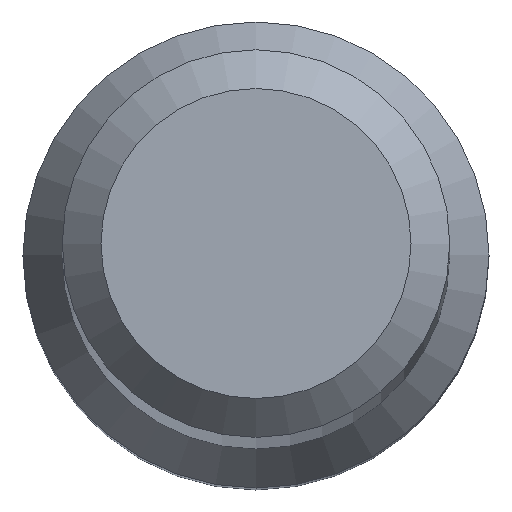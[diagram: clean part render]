
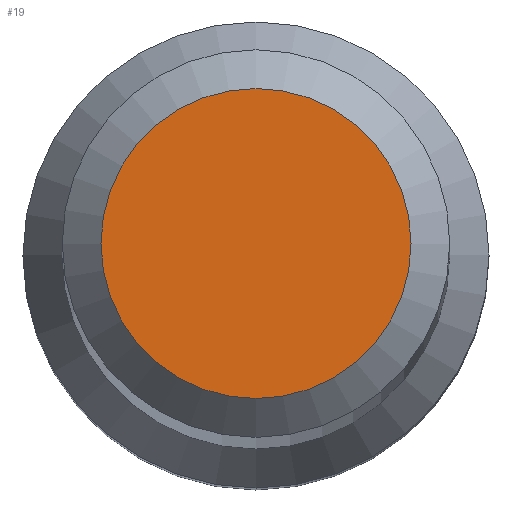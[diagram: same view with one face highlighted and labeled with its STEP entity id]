
A CAD part, top view. The second image highlights one B-rep face of the part: STEP entity #19.
In plain terms, the highlighted planar face has unit normal (0, 0, 1).
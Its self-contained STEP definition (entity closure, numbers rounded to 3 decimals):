
#5 = CARTESIAN_POINT ( 'NONE',  ( 0., 0., 80. ) ) ;
#16 = CARTESIAN_POINT ( 'NONE',  ( 0., 1.6, 80. ) ) ;
#19 = ADVANCED_FACE ( 'NONE', ( #95 ), #24, .F. ) ;
#24 = PLANE ( 'NONE',  #223 ) ;
#29 = CIRCLE ( 'NONE', #39, 1.6 ) ;
#39 = AXIS2_PLACEMENT_3D ( 'NONE', #5, #98, #237 ) ;
#41 = EDGE_LOOP ( 'NONE', ( #114 ) ) ;
#95 = FACE_OUTER_BOUND ( 'NONE', #41, .T. ) ;
#98 = DIRECTION ( 'NONE',  ( 0., 0., -1. ) ) ;
#107 = VERTEX_POINT ( 'NONE', #16 ) ;
#114 = ORIENTED_EDGE ( 'NONE', *, *, #175, .F. ) ;
#156 = DIRECTION ( 'NONE',  ( 0., 0., -1. ) ) ;
#175 = EDGE_CURVE ( 'NONE', #107, #107, #29, .T. ) ;
#220 = CARTESIAN_POINT ( 'NONE',  ( 0., 0., 80. ) ) ;
#223 = AXIS2_PLACEMENT_3D ( 'NONE', #220, #156, #238 ) ;
#237 = DIRECTION ( 'NONE',  ( 0., 1., 0. ) ) ;
#238 = DIRECTION ( 'NONE',  ( 0., 1., 0. ) ) ;
